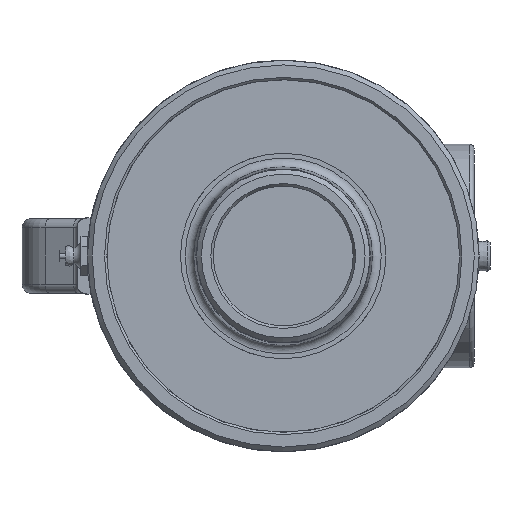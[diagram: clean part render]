
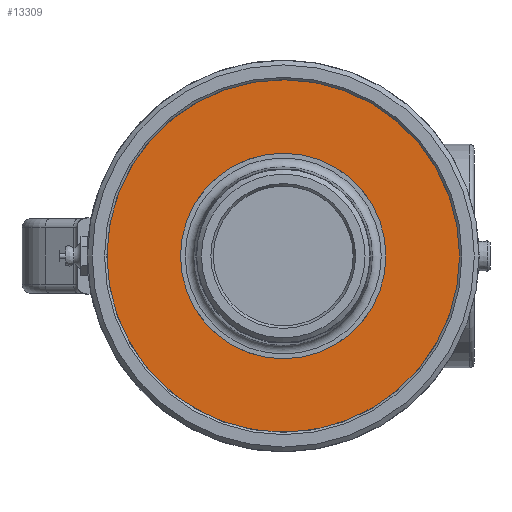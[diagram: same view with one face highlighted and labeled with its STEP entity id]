
A CAD part, left-side view. The second image highlights one B-rep face of the part: STEP entity #13309.
In plain terms, the highlighted planar face has unit normal (-1, 0, 0).
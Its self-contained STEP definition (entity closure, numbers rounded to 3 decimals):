
#1077=FACE_BOUND('',#4938,.T.);
#2945=PLANE('',#14232);
#3400=CIRCLE('',#14233,60.07);
#3401=CIRCLE('',#14234,60.07);
#3402=CIRCLE('',#14235,35.);
#4173=FACE_OUTER_BOUND('',#4937,.T.);
#4937=EDGE_LOOP('',(#11917,#11918));
#4938=EDGE_LOOP('',(#11919));
#6645=VERTEX_POINT('',#85388);
#6646=VERTEX_POINT('',#85389);
#6647=VERTEX_POINT('',#85392);
#8448=EDGE_CURVE('',#6645,#6646,#3400,.T.);
#8449=EDGE_CURVE('',#6646,#6645,#3401,.T.);
#8450=EDGE_CURVE('',#6647,#6647,#3402,.T.);
#11917=ORIENTED_EDGE('',*,*,#8448,.T.);
#11918=ORIENTED_EDGE('',*,*,#8449,.T.);
#11919=ORIENTED_EDGE('',*,*,#8450,.F.);
#13309=ADVANCED_FACE('',(#4173,#1077),#2945,.T.);
#14232=AXIS2_PLACEMENT_3D('',#85387,#16748,#16749);
#14233=AXIS2_PLACEMENT_3D('',#85390,#16750,#16751);
#14234=AXIS2_PLACEMENT_3D('',#85391,#16752,#16753);
#14235=AXIS2_PLACEMENT_3D('',#85393,#16754,#16755);
#16748=DIRECTION('center_axis',(-1.,0.,0.));
#16749=DIRECTION('ref_axis',(0.,0.122,0.993));
#16750=DIRECTION('center_axis',(-1.,0.,0.));
#16751=DIRECTION('ref_axis',(0.,1.,0.));
#16752=DIRECTION('center_axis',(-1.,0.,0.));
#16753=DIRECTION('ref_axis',(0.,1.,0.));
#16754=DIRECTION('center_axis',(-1.,0.,0.));
#16755=DIRECTION('ref_axis',(0.,1.,0.));
#85387=CARTESIAN_POINT('Origin',(5.53,58.308,-7.151));
#85388=CARTESIAN_POINT('',(5.53,59.493,-8.303));
#85389=CARTESIAN_POINT('',(5.53,-60.07,0.));
#85390=CARTESIAN_POINT('Origin',(5.53,0.,0.));
#85391=CARTESIAN_POINT('Origin',(5.53,0.,0.));
#85392=CARTESIAN_POINT('',(5.53,-35.,0.));
#85393=CARTESIAN_POINT('Origin',(5.53,0.,
0.));
